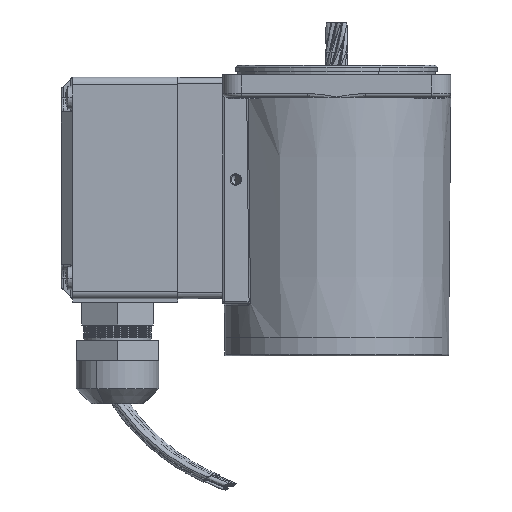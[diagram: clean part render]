
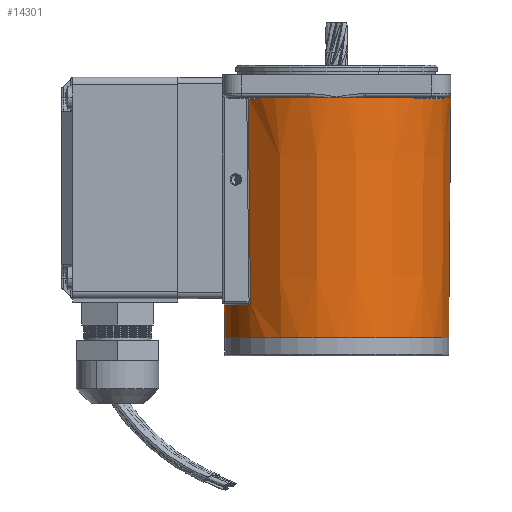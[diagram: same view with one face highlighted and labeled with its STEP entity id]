
A CAD part, left-side view. The second image highlights one B-rep face of the part: STEP entity #14301.
In plain terms, the highlighted conical face has half-angle 0.5 degrees and reference radius 29.841 mm.
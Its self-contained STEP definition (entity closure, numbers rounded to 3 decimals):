
#14182 = EDGE_CURVE ( 'NONE', #14242, #14286, #21145, .T. ) ;
#14217 = ORIENTED_EDGE ( 'NONE', *, *, #14241, .T. ) ;
#14218 = EDGE_CURVE ( 'NONE', #14255, #14234, #21162, .T. ) ;
#14219 = ORIENTED_EDGE ( 'NONE', *, *, #14228, .F. ) ;
#14220 = VERTEX_POINT ( 'NONE', #20652 ) ;
#14221 = EDGE_CURVE ( 'NONE', #14220, #14234, #21206, .T. ) ;
#14222 = VERTEX_POINT ( 'NONE', #21208 ) ;
#14223 = VERTEX_POINT ( 'NONE', #21207 ) ;
#14224 = ORIENTED_EDGE ( 'NONE', *, *, #14221, .F. ) ;
#14225 = EDGE_CURVE ( 'NONE', #14226, #14220, #21199, .T. ) ;
#14226 = VERTEX_POINT ( 'NONE', #21196 ) ;
#14227 = VERTEX_POINT ( 'NONE', #21198 ) ;
#14228 = EDGE_CURVE ( 'NONE', #14223, #14226, #21200, .T. ) ;
#14234 = VERTEX_POINT ( 'NONE', #21232 ) ;
#14239 = ORIENTED_EDGE ( 'NONE', *, *, #14218, .T. ) ;
#14241 = EDGE_CURVE ( 'NONE', #14254, #14255, #21179, .T. ) ;
#14242 = VERTEX_POINT ( 'NONE', #21221 ) ;
#14243 = EDGE_LOOP ( 'NONE', ( #14217, #14239, #14224, #14300, #14219, #14290, #14287, #14297, #14273, #14275, #14279, #14282 ) ) ;
#14254 = VERTEX_POINT ( 'NONE', #21263 ) ;
#14255 = VERTEX_POINT ( 'NONE', #21262 ) ;
#14273 = ORIENTED_EDGE ( 'NONE', *, *, #14182, .F. ) ;
#14275 = ORIENTED_EDGE ( 'NONE', *, *, #14293, .T. ) ;
#14279 = ORIENTED_EDGE ( 'NONE', *, *, #14296, .T. ) ;
#14280 = EDGE_CURVE ( 'NONE', #14254, #14292, #21278, .T. ) ;
#14282 = ORIENTED_EDGE ( 'NONE', *, *, #14280, .F. ) ;
#14286 = VERTEX_POINT ( 'NONE', #21314 ) ;
#14287 = ORIENTED_EDGE ( 'NONE', *, *, #14291, .F. ) ;
#14288 = EDGE_CURVE ( 'NONE', #14222, #14223, #21315, .T. ) ;
#14289 = VERTEX_POINT ( 'NONE', #21320 ) ;
#14290 = ORIENTED_EDGE ( 'NONE', *, *, #14288, .F. ) ;
#14291 = EDGE_CURVE ( 'NONE', #14227, #14222, #21312, .T. ) ;
#14292 = VERTEX_POINT ( 'NONE', #21311 ) ;
#14293 = EDGE_CURVE ( 'NONE', #14242, #14289, #21321, .T. ) ;
#14294 = EDGE_CURVE ( 'NONE', #14227, #14286, #21357, .T. ) ;
#14296 = EDGE_CURVE ( 'NONE', #14289, #14292, #21354, .T. ) ;
#14297 = ORIENTED_EDGE ( 'NONE', *, *, #14294, .T. ) ;
#14300 = ORIENTED_EDGE ( 'NONE', *, *, #14225, .F. ) ;
#14301 = ADVANCED_FACE ( 'NONE', ( #21358 ), #21306, .T. ) ;
#20652 = CARTESIAN_POINT ( 'NONE',  ( -29.4, 7.733, -6. ) ) ;
#21132 = CARTESIAN_POINT ( 'NONE',  ( 22.97, 19.18, -60.496 ) ) ;
#21133 = CARTESIAN_POINT ( 'NONE',  ( 22.968, 19.18, -60.645 ) ) ;
#21134 = CARTESIAN_POINT ( 'NONE',  ( 22.995, 19.146, -60.791 ) ) ;
#21135 = CARTESIAN_POINT ( 'NONE',  ( 23.065, 19.058, -60.982 ) ) ;
#21136 = CARTESIAN_POINT ( 'NONE',  ( 23.094, 19.022, -61.042 ) ) ;
#21137 = CARTESIAN_POINT ( 'NONE',  ( 23.158, 18.943, -61.149 ) ) ;
#21138 = CARTESIAN_POINT ( 'NONE',  ( 23.193, 18.9, -61.197 ) ) ;
#21139 = CARTESIAN_POINT ( 'NONE',  ( 23.382, 18.664, -61.412 ) ) ;
#21140 = CARTESIAN_POINT ( 'NONE',  ( 23.565, 18.432, -61.496 ) ) ;
#21141 = CARTESIAN_POINT ( 'NONE',  ( 23.746, 18.196, -61.496 ) ) ;
#21145 = B_SPLINE_CURVE_WITH_KNOTS ( 'NONE', 3,
 ( #21141, #21140, #21139, #21138, #21137, #21136, #21135, #21134, #21133, #21132 ),
 .UNSPECIFIED., .F., .F.,
 ( 4, 2, 2, 2, 4 ),
 ( 0., 0.001, 0.001, 0.001, 0.002 ),
 .UNSPECIFIED. ) ;
#21154 = DIRECTION ( 'NONE',  ( -0.009, 0., 1. ) ) ;
#21160 = VECTOR ( 'NONE', #21154, 1000. ) ;
#21162 = LINE ( 'NONE', #21167, #21160 ) ;
#21167 = CARTESIAN_POINT ( 'NONE',  ( -29.841, 0., -70.097 ) ) ;
#21179 = CIRCLE ( 'NONE', #21220, 29.841 ) ;
#21183 = DIRECTION ( 'NONE',  ( 1., 0., 0. ) ) ;
#21184 = DIRECTION ( 'NONE',  ( 0., 0., 1. ) ) ;
#21185 = CARTESIAN_POINT ( 'NONE',  ( 0., 0., -6. ) ) ;
#21186 = AXIS2_PLACEMENT_3D ( 'NONE', #21185, #21184, #21183 ) ;
#21192 = DIRECTION ( 'NONE',  ( 1., 0., 0. ) ) ;
#21193 = DIRECTION ( 'NONE',  ( 0., 0., 1. ) ) ;
#21194 = CARTESIAN_POINT ( 'NONE',  ( 0., 0., -6. ) ) ;
#21195 = AXIS2_PLACEMENT_3D ( 'NONE', #21194, #21193, #21192 ) ;
#21196 = CARTESIAN_POINT ( 'NONE',  ( -7.733, 29.4, -6. ) ) ;
#21198 = CARTESIAN_POINT ( 'NONE',  ( 23.582, 19.184, -6. ) ) ;
#21199 = CIRCLE ( 'NONE', #21195, 30.4 ) ;
#21200 = CIRCLE ( 'NONE', #21186, 30.4 ) ;
#21202 = DIRECTION ( 'NONE',  ( 1., 0., 0. ) ) ;
#21203 = DIRECTION ( 'NONE',  ( 0., 0., 1. ) ) ;
#21204 = CARTESIAN_POINT ( 'NONE',  ( 0., 0., -6. ) ) ;
#21205 = AXIS2_PLACEMENT_3D ( 'NONE', #21204, #21203, #21202 ) ;
#21206 = CIRCLE ( 'NONE', #21205, 30.4 ) ;
#21207 = CARTESIAN_POINT ( 'NONE',  ( 0., 30.4, -6. ) ) ;
#21208 = CARTESIAN_POINT ( 'NONE',  ( 7.733, 29.4, -6. ) ) ;
#21217 = DIRECTION ( 'NONE',  ( 1., 0., 0. ) ) ;
#21218 = DIRECTION ( 'NONE',  ( 0., 0., 1. ) ) ;
#21219 = CARTESIAN_POINT ( 'NONE',  ( 0., 0., -70.097 ) ) ;
#21220 = AXIS2_PLACEMENT_3D ( 'NONE', #21219, #21218, #21217 ) ;
#21221 = CARTESIAN_POINT ( 'NONE',  ( 23.746, 18.196, -61.496 ) ) ;
#21232 = CARTESIAN_POINT ( 'NONE',  ( -30.4, 0., -6. ) ) ;
#21262 = CARTESIAN_POINT ( 'NONE',  ( -29.841, 0., -70.097 ) ) ;
#21263 = CARTESIAN_POINT ( 'NONE',  ( 29.841, 0., -70.097 ) ) ;
#21277 = CARTESIAN_POINT ( 'NONE',  ( 29.841, 0., -70.097 ) ) ;
#21278 = LINE ( 'NONE', #21277, #21324 ) ;
#21299 = AXIS2_PLACEMENT_3D ( 'NONE', #21361, #21360, #21359 ) ;
#21300 = DIRECTION ( 'NONE',  ( 1., 0., 0. ) ) ;
#21301 = DIRECTION ( 'NONE',  ( 0., 0., 1. ) ) ;
#21302 = CARTESIAN_POINT ( 'NONE',  ( 0., 0., -6. ) ) ;
#21303 = DIRECTION ( 'NONE',  ( 0., 0., 1. ) ) ;
#21304 = CARTESIAN_POINT ( 'NONE',  ( 0., 0., -70.097 ) ) ;
#21305 = AXIS2_PLACEMENT_3D ( 'NONE', #21302, #21301, #21300 ) ;
#21306 = CONICAL_SURFACE ( 'NONE', #21310, 29.841, 0.009 ) ;
#21307 = DIRECTION ( 'NONE',  ( 1., 0., 0. ) ) ;
#21308 = DIRECTION ( 'NONE',  ( 0., 0., 1. ) ) ;
#21309 = AXIS2_PLACEMENT_3D ( 'NONE', #21319, #21308, #21307 ) ;
#21310 = AXIS2_PLACEMENT_3D ( 'NONE', #21304, #21303, #21332 ) ;
#21311 = CARTESIAN_POINT ( 'NONE',  ( 29.916, 0., -61.495 ) ) ;
#21312 = CIRCLE ( 'NONE', #21305, 30.4 ) ;
#21314 = CARTESIAN_POINT ( 'NONE',  ( 22.97, 19.18, -60.496 ) ) ;
#21315 = CIRCLE ( 'NONE', #21309, 30.4 ) ;
#21319 = CARTESIAN_POINT ( 'NONE',  ( 0., 0., -6. ) ) ;
#21320 = CARTESIAN_POINT ( 'NONE',  ( 29.9, 0.96, -61.496 ) ) ;
#21321 = CIRCLE ( 'NONE', #21299, 29.916 ) ;
#21323 = DIRECTION ( 'NONE',  ( 0.009, 0., 1. ) ) ;
#21324 = VECTOR ( 'NONE', #21323, 1000. ) ;
#21332 = DIRECTION ( 'NONE',  ( 1., 0., 0. ) ) ;
#21333 = CARTESIAN_POINT ( 'NONE',  ( 29.916, 0., -61.495 ) ) ;
#21334 = CARTESIAN_POINT ( 'NONE',  ( 29.916, 0.32, -61.495 ) ) ;
#21335 = CARTESIAN_POINT ( 'NONE',  ( 29.911, 0.64, -61.496 ) ) ;
#21336 = CARTESIAN_POINT ( 'NONE',  ( 29.9, 0.96, -61.496 ) ) ;
#21340 = CARTESIAN_POINT ( 'NONE',  ( 22.97, 19.18, -60.496 ) ) ;
#21341 = CARTESIAN_POINT ( 'NONE',  ( 23.096, 19.181, -49.33 ) ) ;
#21342 = CARTESIAN_POINT ( 'NONE',  ( 23.222, 19.182, -38.164 ) ) ;
#21344 = CARTESIAN_POINT ( 'NONE',  ( 23.347, 19.183, -26.999 ) ) ;
#21345 = CARTESIAN_POINT ( 'NONE',  ( 23.407, 19.183, -21.666 ) ) ;
#21346 = CARTESIAN_POINT ( 'NONE',  ( 23.467, 19.184, -16.333 ) ) ;
#21347 = CARTESIAN_POINT ( 'NONE',  ( 23.526, 19.184, -11. ) ) ;
#21348 = CARTESIAN_POINT ( 'NONE',  ( 23.541, 19.184, -9.666 ) ) ;
#21349 = CARTESIAN_POINT ( 'NONE',  ( 23.556, 19.184, -8.333 ) ) ;
#21350 = CARTESIAN_POINT ( 'NONE',  ( 23.571, 19.184, -7. ) ) ;
#21351 = CARTESIAN_POINT ( 'NONE',  ( 23.575, 19.184, -6.667 ) ) ;
#21352 = CARTESIAN_POINT ( 'NONE',  ( 23.578, 19.184, -6.333 ) ) ;
#21353 = CARTESIAN_POINT ( 'NONE',  ( 23.582, 19.184, -6. ) ) ;
#21354 = B_SPLINE_CURVE_WITH_KNOTS ( 'NONE', 3,
 ( #21336, #21335, #21334, #21333 ),
 .UNSPECIFIED., .F., .F.,
 ( 4, 4 ),
 ( 0., 0.001 ),
 .UNSPECIFIED. ) ;
#21357 = B_SPLINE_CURVE_WITH_KNOTS ( 'NONE', 3,
 ( #21353, #21352, #21351, #21350, #21349, #21348, #21347, #21346, #21345, #21344, #21342, #21341, #21340 ),
 .UNSPECIFIED., .F., .F.,
 ( 4, 3, 3, 3, 4 ),
 ( 0., 0.001, 0.005, 0.021, 0.054 ),
 .UNSPECIFIED. ) ;
#21358 = FACE_OUTER_BOUND ( 'NONE', #14243, .T. ) ;
#21359 = DIRECTION ( 'NONE',  ( -1., 0., 0. ) ) ;
#21360 = DIRECTION ( 'NONE',  ( 0., 0., -1. ) ) ;
#21361 = CARTESIAN_POINT ( 'NONE',  ( 0., 0., -61.496 ) ) ;
